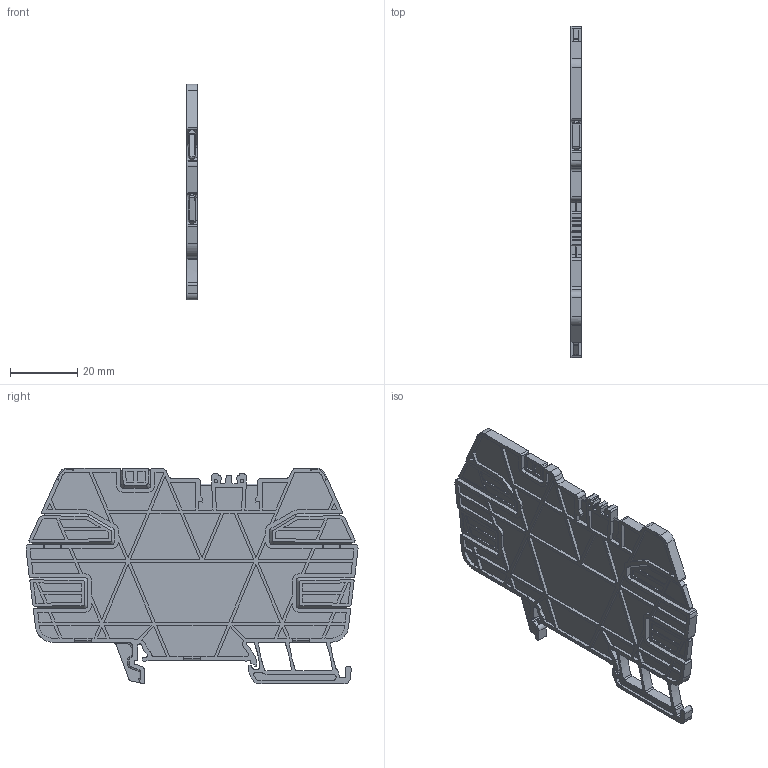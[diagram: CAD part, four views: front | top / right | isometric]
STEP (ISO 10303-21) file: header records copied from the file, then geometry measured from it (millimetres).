
FILE_DESCRIPTION(('CATIA V5 STEP Exchange','CAx-IF Rec.Pracs.--- Model Styling and Organization---1.5--- 2016-08-15','CAx-IF Rec.Pracs.---Supplemental Geometry---1.0---2011-11-01','CAx-IF Rec.Pracs.--- Composite Materials ---1.1---2010-07-15'),'2;1');
FILE_NAME ('1295943-2_3', '2025-11-10T07:38:36+00:00', ('none'), ('Weidmueller'), 'CATIA Version 5-6 Release 2024 SP4', 'CATIA V5 STEP AP214 v3', 'none');
FILE_SCHEMA(('AUTOMOTIVE_DESIGN { 1 0 10303 214 1 1 1 1 }'));
Length unit declared in the file: millimetre
Products named in the file (1): S3D_TXL PP
Bounding box: 3.2 x 98.79 x 64.25 mm (x, y, z)
Volume: 8386.7 mm3; surface area: 15289.7 mm2
Topology: 1 solids, 1 shells, 1091 faces, 2861 edges, 1878 vertices
Faces by surface type: plane 809, cylinder 242, bspline 24, torus 10, cone 4, sphere 2
Entity records: 31699 total; most frequent: CARTESIAN_POINT 7090, ORIENTED_EDGE 5710, DIRECTION 3328, EDGE_CURVE 2855, VECTOR 2052, LINE 2052, VERTEX_POINT 1878, EDGE_LOOP 1207
